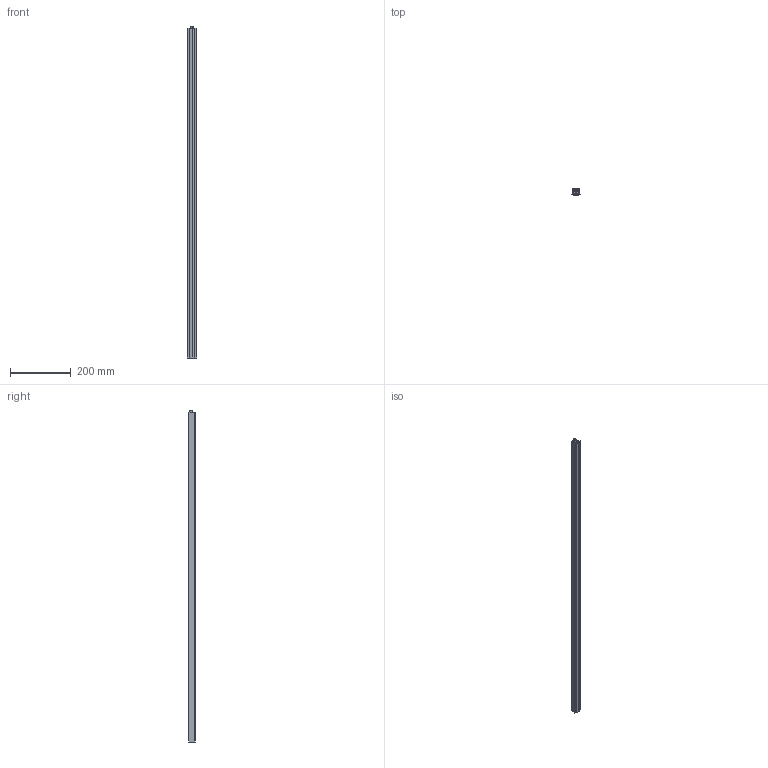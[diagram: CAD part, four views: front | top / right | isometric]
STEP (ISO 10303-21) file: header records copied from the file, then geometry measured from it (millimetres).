
FILE_DESCRIPTION (( 'STEP AP203' ), '1' );
FILE_NAME ('PU 1085.STEP', '2025-02-28T13:04:11', ( '' ), ( '' ), 'SwSTEP 2.0', 'SolidWorks 2023', '' );
FILE_SCHEMA (( 'CONFIG_CONTROL_DESIGN' ));
Length unit declared in the file: millimetre
Products named in the file (4): PU 1085; Betätigungsteil_20; Aussengehäuse PU_1085; Innengeometrie_20_1085
Assembly tree (3 placements, depth 2):
  PU 1085
    Aussengehäuse PU_1085
    Innengeometrie_20_1085
    Betätigungsteil_20
Bounding box: 30.2 x 22.3 x 1091 mm (x, y, z)
Volume: 237511.5 mm3; surface area: 342678.6 mm2
Topology: 20 solids, 20 shells, 635 faces, 1777 edges, 1184 vertices
Faces by surface type: plane 310, bspline 282, cylinder 41, torus 2
Entity records: 34397 total; most frequent: CARTESIAN_POINT 19370, ORIENTED_EDGE 3554, DIRECTION 2019, EDGE_CURVE 1777, VERTEX_POINT 1184, VECTOR 1125, LINE 1125, EDGE_LOOP 717
